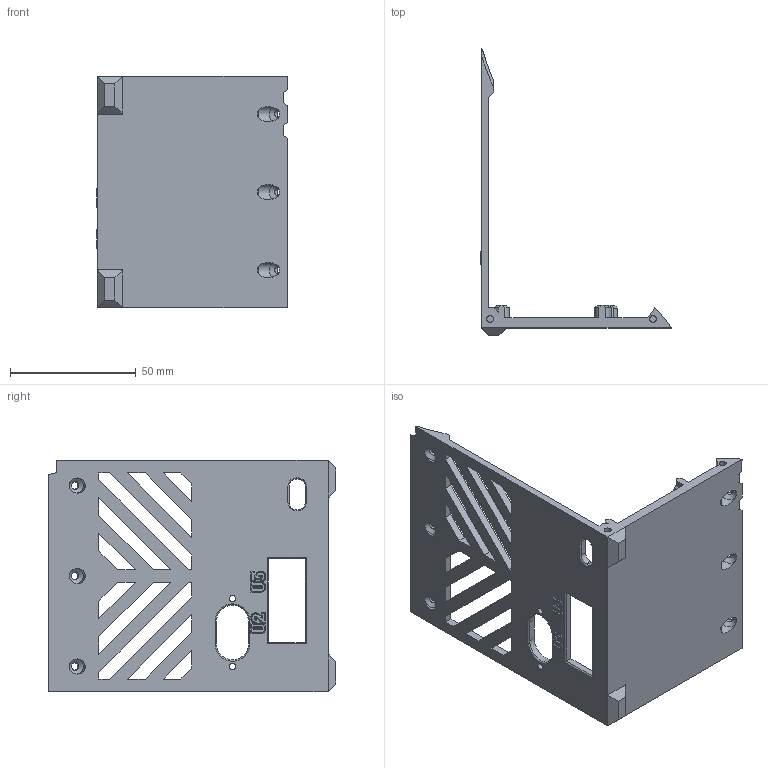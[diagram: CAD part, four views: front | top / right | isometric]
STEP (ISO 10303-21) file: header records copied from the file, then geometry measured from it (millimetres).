
FILE_DESCRIPTION(/* description */ (''),/* implementation_level */ '2;1');
FILE_NAME(/* name */ '',/* time_stamp */ '2025-03-01T21:03:12+03:00',/* author */ ('Admin'),/* organization */ (''),/* preprocessor_version */ 'ST-DEVELOPER v19.2',/* originating_system */ 'Autodesk Inventor 2024',/* authorisation */ '');
FILE_SCHEMA (('AUTOMOTIVE_DESIGN { 1 0 10303 214 3 1 1 }'));
Length unit declared in the file: millimetre
Products named in the file (1): Крышка Электроники
Bounding box: 76.14 x 114.24 x 92 mm (x, y, z)
Volume: 52663 mm3; surface area: 35085.4 mm2
Topology: 1 solids, 1 shells, 257 faces, 692 edges, 448 vertices
Faces by surface type: plane 185, cylinder 34, bspline 20, cone 18
Full cylindrical faces by diameter (mm): 2.5 x2, 2.7 x7, 3 x3, 3.1 x3, 6 x3
Entity records: 9541 total; most frequent: CARTESIAN_POINT 3091, ORIENTED_EDGE 1384, DIRECTION 1202, EDGE_CURVE 692, LINE 530, VECTOR 530, VERTEX_POINT 448, AXIS2_PLACEMENT_3D 336
